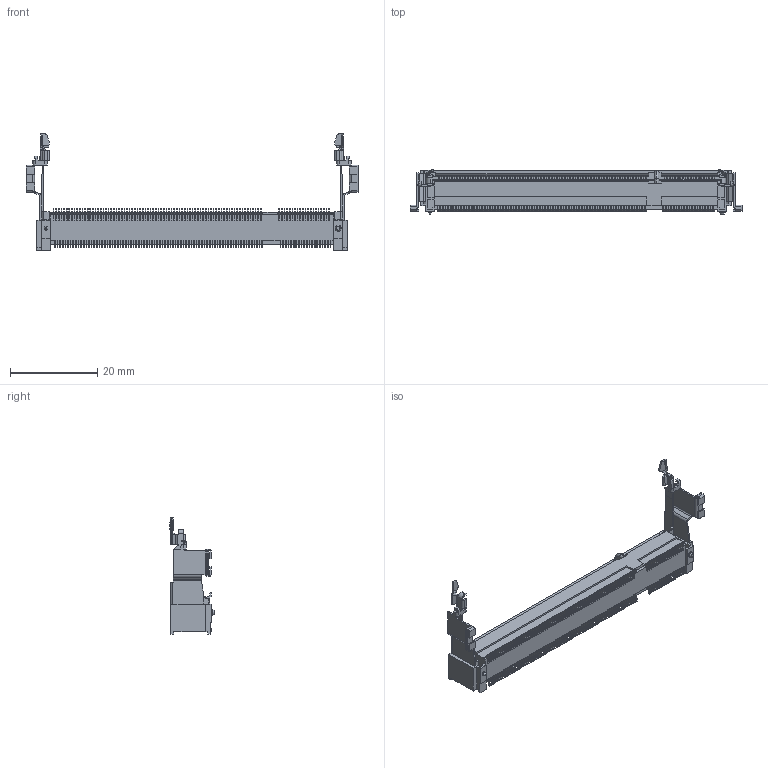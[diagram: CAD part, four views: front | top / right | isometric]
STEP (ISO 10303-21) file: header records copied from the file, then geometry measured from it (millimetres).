
FILE_DESCRIPTION((''),'2;1');
FILE_NAME('C-1612618-1','2015-06-03T',('workeradm'),('Tyco Electronics Ltd.'),'PRO/ENGINEER BY PARAMETRIC TECHNOLOGY CORPORATION, 2014090','PRO/ENGINEER BY PARAMETRIC TECHNOLOGY CORPORATION, 2014090','');
FILE_SCHEMA(('AUTOMOTIVE_DESIGN { 1 0 10303 214 1 1 1 1 }'));
Products named in the file (1): C-1612618-1
Bounding box: 75.9 x 10.13 x 26.56 mm (x, y, z)
Volume: 4007.8 mm3; surface area: 4205.7 mm2
Topology: 3 solids, 3 shells, 4228 faces, 12193 edges, 7973 vertices
Faces by surface type: plane 3617, cylinder 589, bspline 16, cone 4, torus 2
Entity records: 137488 total; most frequent: CARTESIAN_POINT 25519, ORIENTED_EDGE 24386, DIRECTION 21754, EDGE_CURVE 12193, VECTOR 10982, LINE 10982, VERTEX_POINT 7973, AXIS2_PLACEMENT_3D 5386
